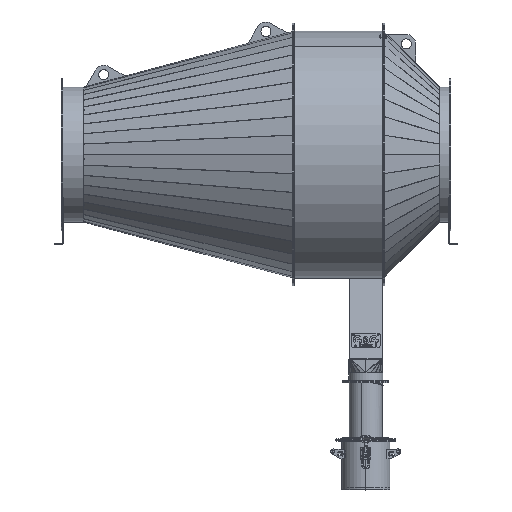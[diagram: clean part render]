
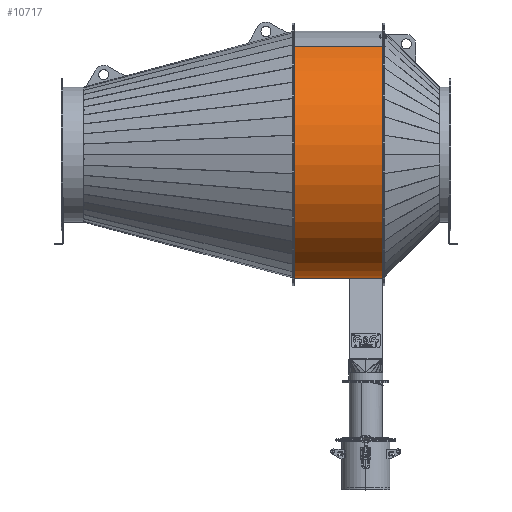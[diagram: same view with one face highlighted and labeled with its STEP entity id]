
A CAD part, top view. The second image highlights one B-rep face of the part: STEP entity #10717.
In plain terms, the highlighted cylindrical face has radius 551.5 mm (diameter 1103 mm), a partial arc.
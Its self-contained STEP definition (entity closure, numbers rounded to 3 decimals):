
#842 = CYLINDRICAL_SURFACE ( 'NONE', #44413, 551.5 ) ;
#1018 = VERTEX_POINT ( 'NONE', #47160 ) ;
#1318 = DIRECTION ( 'NONE',  ( 0., 1., 0. ) ) ;
#4070 = EDGE_CURVE ( 'NONE', #25602, #1018, #21452, .T. ) ;
#4084 = CARTESIAN_POINT ( 'NONE',  ( -266.005, 404., -483.108 ) ) ;
#5199 = CARTESIAN_POINT ( 'NONE',  ( 0., 404., 0. ) ) ;
#6131 = VERTEX_POINT ( 'NONE', #10239 ) ;
#6294 = DIRECTION ( 'NONE',  ( 1., 0., 0. ) ) ;
#6532 = CARTESIAN_POINT ( 'NONE',  ( -266.005, 404., -483.108 ) ) ;
#9603 = DIRECTION ( 'NONE',  ( 0., -1., 0. ) ) ;
#10166 = CARTESIAN_POINT ( 'NONE',  ( 0., 0., 0. ) ) ;
#10239 = CARTESIAN_POINT ( 'NONE',  ( -266.005, 0., -483.108 ) ) ;
#10717 = ADVANCED_FACE ( 'NONE', ( #13461 ), #842, .T. ) ;
#10725 = ORIENTED_EDGE ( 'NONE', *, *, #12192, .F. ) ;
#11337 = ORIENTED_EDGE ( 'NONE', *, *, #4070, .F. ) ;
#12192 = EDGE_CURVE ( 'NONE', #6131, #28975, #37017, .T. ) ;
#13461 = FACE_OUTER_BOUND ( 'NONE', #38941, .T. ) ;
#13772 = EDGE_CURVE ( 'NONE', #6131, #1018, #30745, .T. ) ;
#15774 = ORIENTED_EDGE ( 'NONE', *, *, #13772, .T. ) ;
#17039 = DIRECTION ( 'NONE',  ( 1., 0., 0. ) ) ;
#18140 = DIRECTION ( 'NONE',  ( 0., 1., 0. ) ) ;
#18227 = CIRCLE ( 'NONE', #47039, 551.5 ) ;
#18272 = VECTOR ( 'NONE', #45705, 1000. ) ;
#19244 = AXIS2_PLACEMENT_3D ( 'NONE', #10166, #18140, #6294 ) ;
#19587 = ORIENTED_EDGE ( 'NONE', *, *, #39445, .F. ) ;
#21452 = LINE ( 'NONE', #24808, #49965 ) ;
#24808 = CARTESIAN_POINT ( 'NONE',  ( -0.251, 404., 551.5 ) ) ;
#25337 = DIRECTION ( 'NONE',  ( 0., 0., -1. ) ) ;
#25602 = VERTEX_POINT ( 'NONE', #29477 ) ;
#28927 = CARTESIAN_POINT ( 'NONE',  ( 0., 404., 0. ) ) ;
#28975 = VERTEX_POINT ( 'NONE', #4084 ) ;
#29477 = CARTESIAN_POINT ( 'NONE',  ( -0.251, 404., 551.5 ) ) ;
#30745 = CIRCLE ( 'NONE', #19244, 551.5 ) ;
#33059 = DIRECTION ( 'NONE',  ( 0., -1., 0. ) ) ;
#37017 = LINE ( 'NONE', #6532, #18272 ) ;
#38941 = EDGE_LOOP ( 'NONE', ( #10725, #15774, #11337, #19587 ) ) ;
#39445 = EDGE_CURVE ( 'NONE', #28975, #25602, #18227, .T. ) ;
#44413 = AXIS2_PLACEMENT_3D ( 'NONE', #28927, #33059, #25337 ) ;
#45705 = DIRECTION ( 'NONE',  ( 0., 1., 0. ) ) ;
#47039 = AXIS2_PLACEMENT_3D ( 'NONE', #5199, #1318, #17039 ) ;
#47160 = CARTESIAN_POINT ( 'NONE',  ( -0.251, 0., 551.5 ) ) ;
#49965 = VECTOR ( 'NONE', #9603, 1000. ) ;
